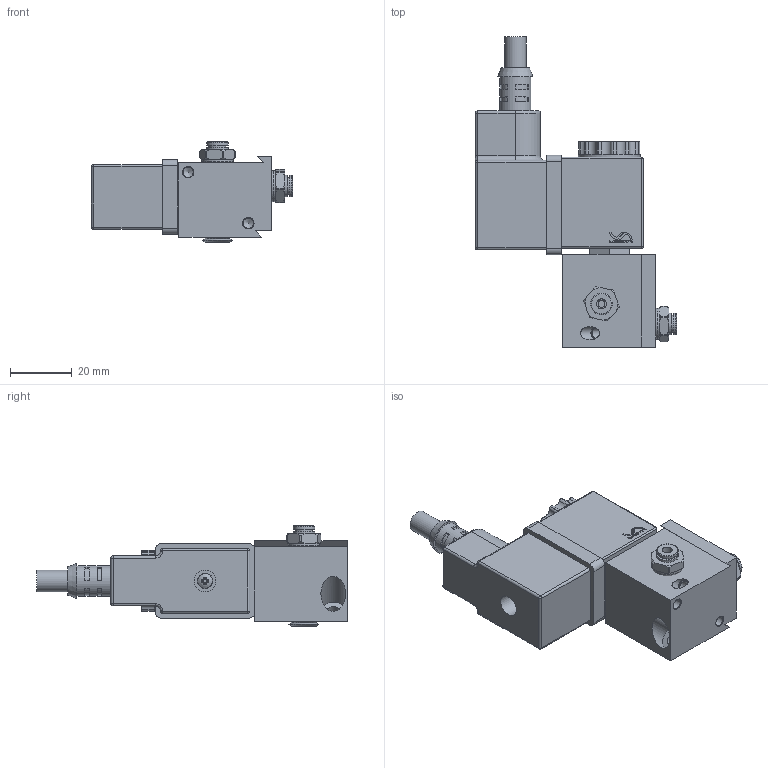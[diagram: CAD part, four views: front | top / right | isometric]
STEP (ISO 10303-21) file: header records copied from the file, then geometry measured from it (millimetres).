
FILE_DESCRIPTION((''),'2;1');
FILE_NAME('224230.stp','2013-01-09T15:40:21',('Franzp'),(''),'Autodesk Inventor 2013','Autodesk Inventor 2013','');
FILE_SCHEMA(('AUTOMOTIVE_DESIGN { 1 0 10303 214 1 1 1 1 }'));
Length unit declared in the file: millimetre
Products named in the file (8): 224230; 224231; 224232; 224234; KJH23-01S; 224235; DIN 7985 (H) M2.5x25-H; 224236
Assembly tree (8 placements, depth 2):
  224230
    224231
    224232
    224234
    KJH23-01S  x2
    224235
    DIN 7985 (H) M2.5x25-H
    224236
Bounding box: 65.1 x 100.5 x 32.4 mm (x, y, z)
Volume: 63468.8 mm3; surface area: 23247.5 mm2
Topology: 8 solids, 8 shells, 555 faces, 1355 edges, 877 vertices
Faces by surface type: plane 306, cylinder 149, cone 76, sphere 15, torus 9
Full cylindrical faces by diameter (mm): 2 x3, 2.2 x2, 2.275 x1, 2.5 x2, 3 x1, 3.2 x2, 3.3 x3, 4.2 x1, 4.3 x2, 5.5 x2, 6 x1, 6.9 x1, 7 x7, 8 x2, 8.1 x1, 8.15 x1, 8.68 x3, 9.04 x2, 9.15 x1, 10 x1, 10.097 x2, 11 x1, 14 x1, 16 x1, 20 x1
Entity records: 14976 total; most frequent: DIRECTION 2579, CARTESIAN_POINT 2560, ORIENTED_EDGE 2286, EDGE_CURVE 1143, AXIS2_PLACEMENT_3D 949, VERTEX_POINT 790, VECTOR 681, LINE 681
